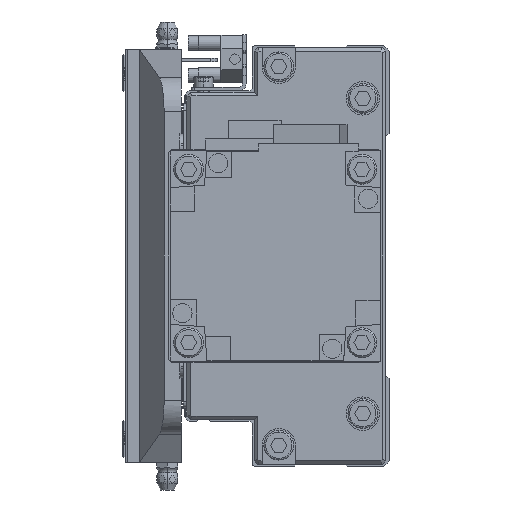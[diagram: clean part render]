
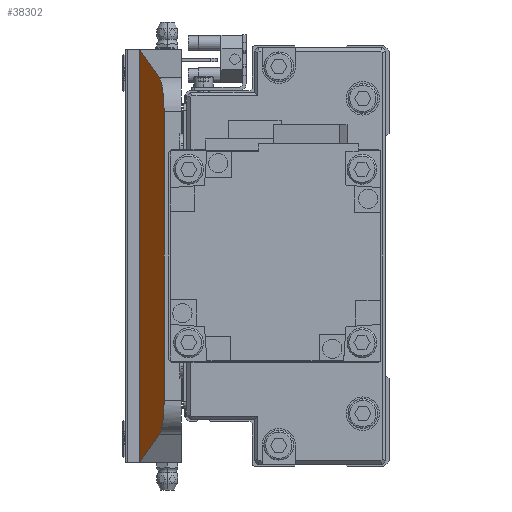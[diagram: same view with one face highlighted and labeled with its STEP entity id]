
A CAD part, left-side view. The second image highlights one B-rep face of the part: STEP entity #38302.
In plain terms, the highlighted planar face has unit normal (-0.174, 0.985, 0).
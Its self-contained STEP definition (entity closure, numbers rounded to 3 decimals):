
#1953 = ORIENTED_EDGE ( 'NONE', *, *, #9476, .T. ) ;
#2040 = VECTOR ( 'NONE', #49059, 1000. ) ;
#2120 = EDGE_CURVE ( 'NONE', #44725, #21941, #11084, .T. ) ;
#2545 = EDGE_CURVE ( 'NONE', #33427, #6959, #41896, .T. ) ;
#3422 = ORIENTED_EDGE ( 'NONE', *, *, #2545, .T. ) ;
#3677 = DIRECTION ( 'NONE',  ( -0.956, -0.169, 0.238 ) ) ;
#4364 = ORIENTED_EDGE ( 'NONE', *, *, #34362, .T. ) ;
#6179 = CARTESIAN_POINT ( 'NONE',  ( -100.75, 4.947, 59. ) ) ;
#6258 = CARTESIAN_POINT ( 'NONE',  ( -93.169, 6.284, 50.917 ) ) ;
#6862 = LINE ( 'NONE', #36884, #20177 ) ;
#6959 = VERTEX_POINT ( 'NONE', #38230 ) ;
#7266 = CARTESIAN_POINT ( 'NONE',  ( -100.75, 4.947, 41.214 ) ) ;
#7579 = CARTESIAN_POINT ( 'NONE',  ( -100.75, 4.947, -45.994 ) ) ;
#7775 = EDGE_CURVE ( 'NONE', #21941, #21493, #6862, .T. ) ;
#7795 = LINE ( 'NONE', #22933, #11057 ) ;
#9038 = AXIS2_PLACEMENT_3D ( 'NONE', #19384, #18650, #34271 ) ;
#9476 = EDGE_CURVE ( 'NONE', #21493, #33427, #7795, .T. ) ;
#10713 = PLANE ( 'NONE',  #9038 ) ;
#11057 = VECTOR ( 'NONE', #31350, 1000. ) ;
#11084 =( BOUNDED_CURVE ( )  B_SPLINE_CURVE ( 3, ( #7266, #37532, #22652, #33330 ),
 .UNSPECIFIED., .F., .F. ) 
 B_SPLINE_CURVE_WITH_KNOTS ( ( 4, 4 ),
 ( 0., 1.326 ),
 .UNSPECIFIED. ) 
 CURVE ( )  GEOMETRIC_REPRESENTATION_ITEM ( )  RATIONAL_B_SPLINE_CURVE ( ( 1., 0.859, 0.859, 1. ) ) 
 REPRESENTATION_ITEM ( '' )  );
#11565 = LINE ( 'NONE', #6179, #2040 ) ;
#16264 = CARTESIAN_POINT ( 'NONE',  ( -60.75, 12., 59. ) ) ;
#18650 = DIRECTION ( 'NONE',  ( -0.174, 0.985, 0. ) ) ;
#19384 = CARTESIAN_POINT ( 'NONE',  ( -100.75, 4.947, 59. ) ) ;
#20177 = VECTOR ( 'NONE', #30200, 1000. ) ;
#20362 = VECTOR ( 'NONE', #3677, 1000. ) ;
#20516 = EDGE_CURVE ( 'NONE', #44725, #22607, #11565, .T. ) ;
#21493 = VERTEX_POINT ( 'NONE', #16264 ) ;
#21941 = VERTEX_POINT ( 'NONE', #6258 ) ;
#22607 = VERTEX_POINT ( 'NONE', #36957 ) ;
#22652 = CARTESIAN_POINT ( 'NONE',  ( -97.807, 5.466, 49.761 ) ) ;
#22933 = CARTESIAN_POINT ( 'NONE',  ( -60.75, 12., 59. ) ) ;
#29927 = CARTESIAN_POINT ( 'NONE',  ( -93.169, 6.284, -50.917 ) ) ;
#30200 = DIRECTION ( 'NONE',  ( 0.956, 0.169, 0.238 ) ) ;
#31350 = DIRECTION ( 'NONE',  ( 0., 0., -1. ) ) ;
#33330 = CARTESIAN_POINT ( 'NONE',  ( -93.169, 6.284, 50.917 ) ) ;
#33427 = VERTEX_POINT ( 'NONE', #44446 ) ;
#33507 = EDGE_LOOP ( 'NONE', ( #42534, #40443, #1953, #3422, #4364, #46273 ) ) ;
#34271 = DIRECTION ( 'NONE',  ( 0., 0., 1. ) ) ;
#34362 = EDGE_CURVE ( 'NONE', #6959, #22607, #46495, .T. ) ;
#36884 = CARTESIAN_POINT ( 'NONE',  ( -91.489, 6.58, 51.336 ) ) ;
#36957 = CARTESIAN_POINT ( 'NONE',  ( -100.75, 4.947, -41.214 ) ) ;
#37532 = CARTESIAN_POINT ( 'NONE',  ( -100.75, 4.947, 45.994 ) ) ;
#38230 = CARTESIAN_POINT ( 'NONE',  ( -93.169, 6.284, -50.917 ) ) ;
#38238 = FACE_OUTER_BOUND ( 'NONE', #33507, .T. ) ;
#38302 = ADVANCED_FACE ( 'NONE', ( #38238 ), #10713, .T. ) ;
#40443 = ORIENTED_EDGE ( 'NONE', *, *, #7775, .T. ) ;
#41896 = LINE ( 'NONE', #49119, #20362 ) ;
#42534 = ORIENTED_EDGE ( 'NONE', *, *, #2120, .T. ) ;
#44446 = CARTESIAN_POINT ( 'NONE',  ( -60.75, 12., -59. ) ) ;
#44725 = VERTEX_POINT ( 'NONE', #46839 ) ;
#44819 = CARTESIAN_POINT ( 'NONE',  ( -97.807, 5.466, -49.761 ) ) ;
#45061 = CARTESIAN_POINT ( 'NONE',  ( -100.75, 4.947, -41.214 ) ) ;
#46273 = ORIENTED_EDGE ( 'NONE', *, *, #20516, .F. ) ;
#46495 =( BOUNDED_CURVE ( )  B_SPLINE_CURVE ( 3, ( #29927, #44819, #7579, #45061 ),
 .UNSPECIFIED., .F., .F. ) 
 B_SPLINE_CURVE_WITH_KNOTS ( ( 4, 4 ),
 ( 4.957, 6.283 ),
 .UNSPECIFIED. ) 
 CURVE ( )  GEOMETRIC_REPRESENTATION_ITEM ( )  RATIONAL_B_SPLINE_CURVE ( ( 1., 0.859, 0.859, 1. ) ) 
 REPRESENTATION_ITEM ( '' )  );
#46839 = CARTESIAN_POINT ( 'NONE',  ( -100.75, 4.947, 41.214 ) ) ;
#49059 = DIRECTION ( 'NONE',  ( 0., 0., -1. ) ) ;
#49119 = CARTESIAN_POINT ( 'NONE',  ( -59.992, 12.134, -59.189 ) ) ;
